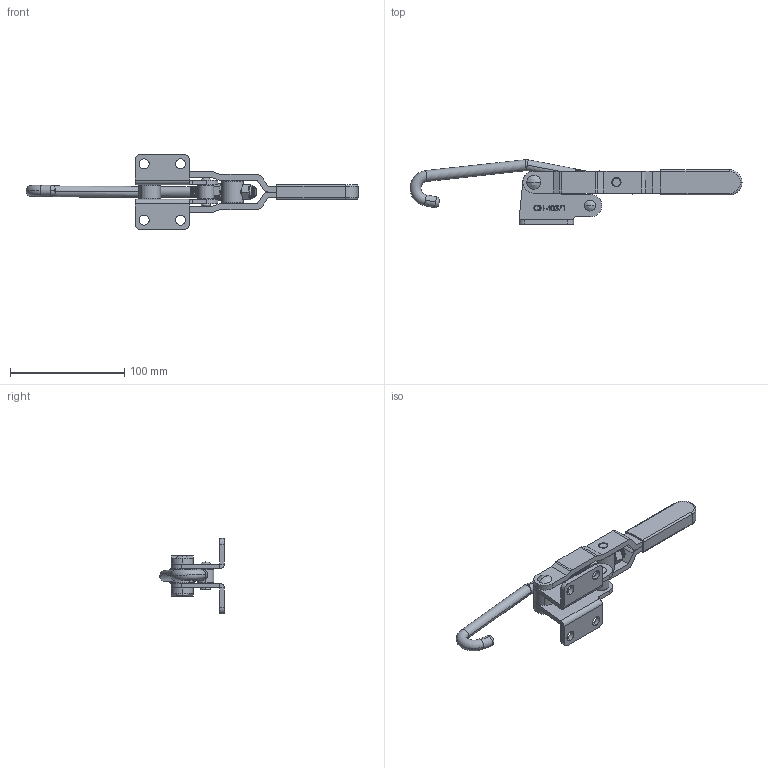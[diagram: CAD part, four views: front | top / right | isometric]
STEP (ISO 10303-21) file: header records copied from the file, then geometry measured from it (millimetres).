
FILE_DESCRIPTION (( 'STEP AP203' ), '1' );
FILE_NAME ('CH-40371.STEP', '2017-12-01T06:10:34', ( 'Windows' ), ( 'Microsoft' ), 'SwSTEP 2.0', 'SolidWorks 2015', '' );
FILE_SCHEMA (( 'CONFIG_CONTROL_DESIGN' ));
Length unit declared in the file: millimetre
Products named in the file (12): CH-40371-09; CH-40371-07; CH-40371-02 HOOK; CH-40371-01 BASE; 3-8-24 LOCK Nut; CH-40371-03 HANDLE; 3-8-24 Nut; CH-40371-04; CH-40371; CH-40371-06; CH-40371-05 ROTOR; CH-70371-08
Assembly tree (11 placements, depth 2):
  CH-40371
    CH-40371-01 BASE
    CH-40371-03 HANDLE
    CH-40371-04
    CH-40371-06
    CH-40371-05 ROTOR
    CH-70371-08
    CH-40371-09
    CH-40371-07
    CH-40371-02 HOOK
    3-8-24 LOCK Nut
    3-8-24 Nut
Bounding box: 290.11 x 56.4 x 65.7 mm (x, y, z)
Volume: 94195.1 mm3; surface area: 59436.6 mm2
Topology: 13 solids, 13 shells, 717 faces, 1943 edges, 1270 vertices
Faces by surface type: plane 243, cylinder 235, bspline 174, cone 50, torus 15
Entity records: 36491 total; most frequent: CARTESIAN_POINT 19047, ORIENTED_EDGE 3866, DIRECTION 2643, EDGE_CURVE 1933, VERTEX_POINT 1270, LINE 983, VECTOR 983, AXIS2_PLACEMENT_3D 830
